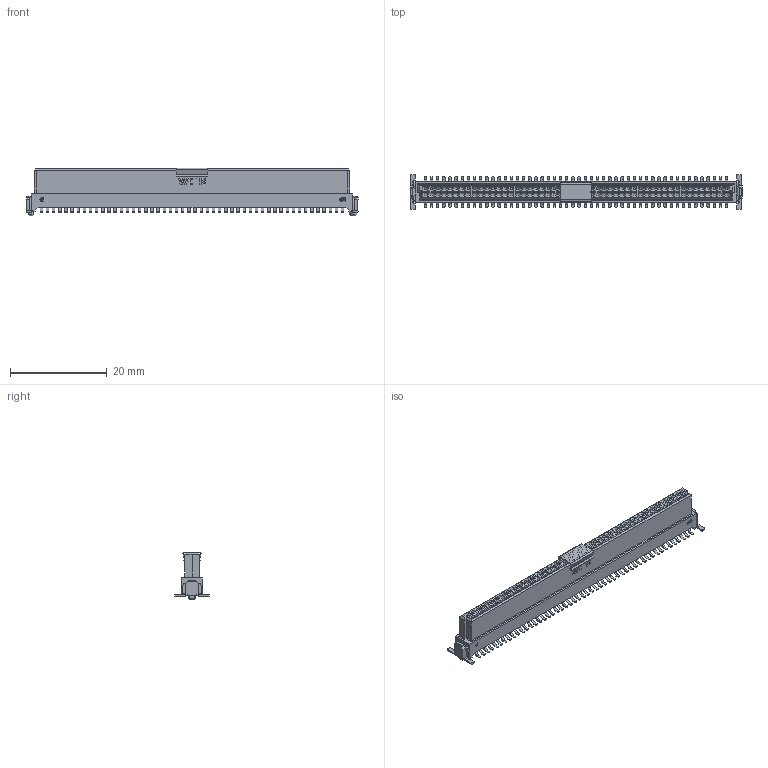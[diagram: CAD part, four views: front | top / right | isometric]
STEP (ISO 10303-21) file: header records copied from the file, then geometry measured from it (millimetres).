
FILE_DESCRIPTION( ('This file contains a STEP AP42 implementation' ,'as created by ZW3D STEP Interface translator.') ,'2;1' );
FILE_NAME( '3910-S100-090MS1WR1W.stp' ,'23 5 5.171550', (''), ('ZWCAD Software Co.'), 'Version 1.0', 'ZW3D to STEP translator', '' );
FILE_SCHEMA(('AUTOMOTIVE_DESIGN { 1 0 10303 214 1 1 1 1 }'));
Length unit declared in the file: millimetre
Products named in the file (2): 0; 3910-S100-090MS1WR1W
Bounding box: 68.58 x 7.2 x 9.9 mm (x, y, z)
Volume: 1856.5 mm3
Topology: 2 solids, 4 shells, 3096 faces, 8805 edges, 5725 vertices
Faces by surface type: plane 2351, cylinder 668, bspline 76, cone 1
Full cylindrical faces by diameter (mm): 1.45 x1
Entity records: 104419 total; most frequent: CARTESIAN_POINT 21476, ORIENTED_EDGE 17614, DIRECTION 15200, EDGE_CURVE 8807, VECTOR 6484, LINE 6484, VERTEX_POINT 5726, AXIS2_PLACEMENT_3D 4358
